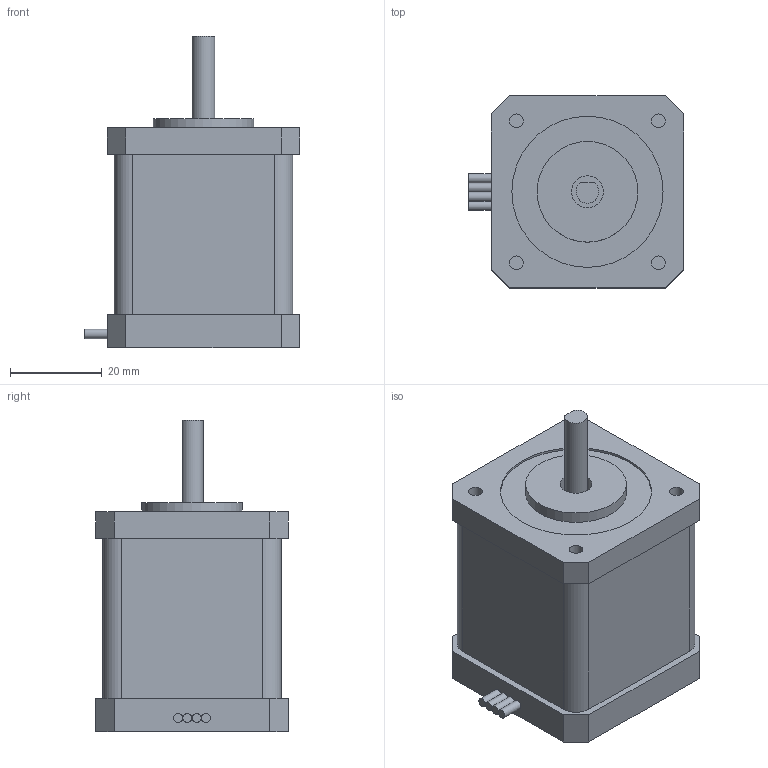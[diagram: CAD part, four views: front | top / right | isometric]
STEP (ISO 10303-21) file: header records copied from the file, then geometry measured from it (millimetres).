
FILE_DESCRIPTION(/* description */ (''),/* implementation_level */ '2;1');
FILE_NAME(/* name */ '42-34 motor.stp',/* time_stamp */ '2020-11-19T20:16:54+03:00',/* author */ ('Max'),/* organization */ (''),/* preprocessor_version */ 'ST-DEVELOPER v16.5',/* originating_system */ 'Autodesk Inventor 2017',/* authorisation */ '');
FILE_SCHEMA (('AUTOMOTIVE_DESIGN { 1 0 10303 214 3 1 1 }'));
Length unit declared in the file: millimetre
Products named in the file (1): 42-34 motor
Bounding box: 47 x 42 x 68 mm (x, y, z)
Volume: 75407.3 mm3; surface area: 12926.7 mm2
Topology: 1 solids, 1 shells, 63 faces, 126 edges, 80 vertices
Faces by surface type: plane 41, cylinder 22
Full cylindrical faces by diameter (mm): 2 x2, 3 x8, 7 x1, 22 x1, 33 x1
Entity records: 1721 total; most frequent: DIRECTION 287, CARTESIAN_POINT 259, ORIENTED_EDGE 236, EDGE_CURVE 115, AXIS2_PLACEMENT_3D 108, EDGE_LOOP 89, VERTEX_POINT 80, LINE 71
